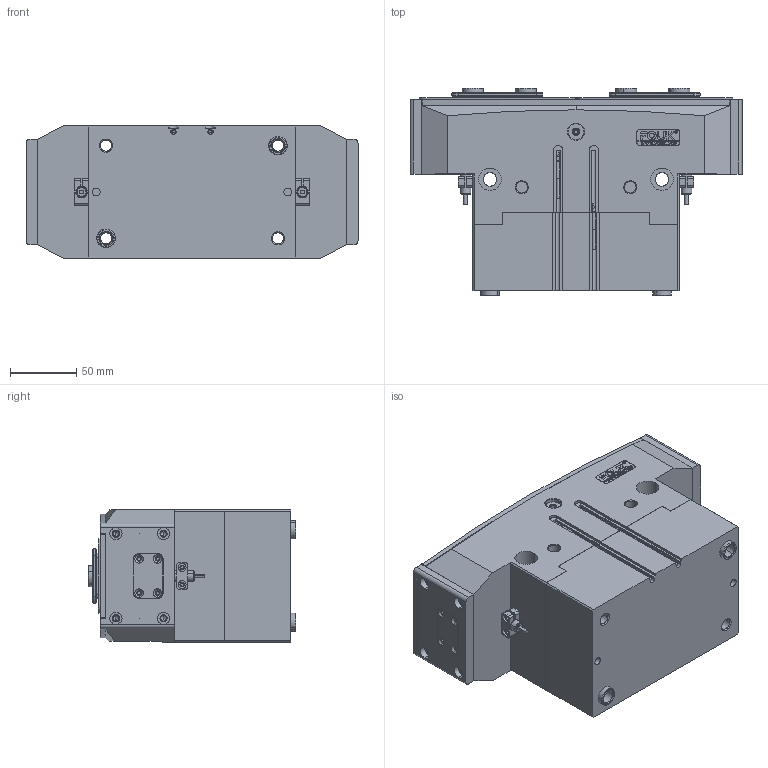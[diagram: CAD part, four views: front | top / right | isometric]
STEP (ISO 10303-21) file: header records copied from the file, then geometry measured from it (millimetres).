
FILE_DESCRIPTION (( 'STEP AP203' ), '1' );
FILE_NAME ('FR99-234-P-NC.STEP', '2025-05-06T08:49:28', ( 'USER-' ), ( 'Microsoft' ), 'SwSTEP 2.0', 'SolidWorks 2018', '' );
FILE_SCHEMA (( 'CONFIG_CONTROL_DESIGN' ));
Length unit declared in the file: millimetre
Products named in the file (21): 揤輸杅耀.sldasm-Part-9; ﾏ擎ﾗ16｡ﾁ12｡ﾁ16; 32x12-R2; 8x30諉輪羲壽; ﾏ擎ﾗ14｡ﾁ10｡ﾁ8; TRT99-234-M-13 移动挡板(默认); TRT99-234-MX-06 笢猾え; TRT99-234-MX-02 喘倛賑輸; FR99-234-P-NC; TR240-15耜猾苤裔耀倰; TRT99-234-MX-01 喘倛褲极; TRT99-234-M-12 耜猾极; P-GS-T-01 喘倛蚚標釱; TRT99-234-M-14 忒硌薊啣; ﾏ擎ﾗ16｡ﾁ12｡ﾁ8; 揤輸蚾饜极; 内六角圆柱头螺钉[GBT70_1-2008][M2.5×8]_M2.5×8; 棠羲換覜ん; TRT99-234-M-11 奻葡裔啣; TRT99-234-M-22B 晊扥极; TRT99-234莉こ饜滅鳥
Assembly tree (37 placements, depth 3):
  FR99-234-P-NC
    TRT99-234-MX-01 喘倛褲极
    TRT99-234-MX-02 喘倛賑輸  x2
    TRT99-234-MX-06 笢猾え
    P-GS-T-01 喘倛蚚標釱  x2
    8x30諉輪羲壽  x2
    揤輸蚾饜极  x2
      揤輸杅耀.sldasm-Part-9
      内六角圆柱头螺钉[GBT70_1-2008][M2.5×8]_M2.5×8
    32x12-R2
    棠羲換覜ん  x2
    ﾏ擎ﾗ16｡ﾁ12｡ﾁ8  x4
    TRT99-234莉こ饜滅鳥
      TRT99-234-M-11 奻葡裔啣
      TRT99-234-M-12 耜猾极  x2
      TRT99-234-M-14 忒硌薊啣  x2
      TRT99-234-M-13 移动挡板(默认)  x2
    TR240-15耜猾苤裔耀倰  x2
    ﾏ擎ﾗ16｡ﾁ12｡ﾁ16  x4
    TRT99-234-M-22B 晊扥极
    ﾏ擎ﾗ14｡ﾁ10｡ﾁ8  x2
Bounding box: 251 x 157 x 100 mm (x, y, z)
Volume: 2554838.2 mm3; surface area: 385393.8 mm2
Topology: 37 solids, 47 shells, 1949 faces, 4915 edges, 3097 vertices
Faces by surface type: plane 776, cylinder 621, cone 381, bspline 155, torus 16
Entity records: 51966 total; most frequent: CARTESIAN_POINT 14506, ORIENTED_EDGE 7268, DIRECTION 7011, EDGE_CURVE 3634, AXIS2_PLACEMENT_3D 2398, VERTEX_POINT 2351, VECTOR 2215, LINE 2215
